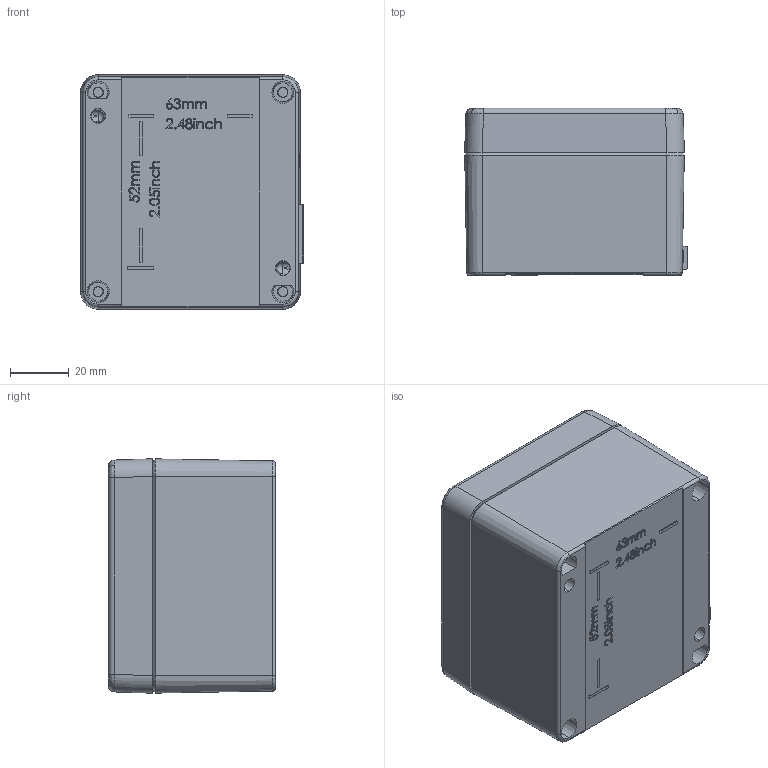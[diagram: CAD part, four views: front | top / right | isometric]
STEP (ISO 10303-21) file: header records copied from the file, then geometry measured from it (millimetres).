
FILE_DESCRIPTION (( 'STEP AP214' ), '1' );
FILE_NAME ('25080806.STEP', '2012-06-13T13:59:20', ( ' ' ), ( '' ), 'SwSTEP 2.0', 'SolidWorks 2011', '' );
FILE_SCHEMA (( 'AUTOMOTIVE_DESIGN' ));
Length unit declared in the file: millimetre
Products named in the file (10): 92441; 95026; 83171; 92081; 01080806_Ex Ausführung; 82013; 93132; 02015; 01015; 25080806
Assembly tree (12 placements, depth 3):
  25080806
    01080806_Ex Ausführung
      93132  x4
      01015
      02015
      82013
    92081
    95026
    92441
    83171
Bounding box: 76.01 x 57 x 80 mm (x, y, z)
Volume: 111321.7 mm3; surface area: 66473.2 mm2
Topology: 11 solids, 11 shells, 1085 faces, 2713 edges, 1734 vertices
Faces by surface type: plane 473, bspline 295, cylinder 154, cone 147, torus 16
Entity records: 47727 total; most frequent: CARTESIAN_POINT 25771, ORIENTED_EDGE 5002, DIRECTION 3486, EDGE_CURVE 2501, VERTEX_POINT 1608, LINE 1180, VECTOR 1180, AXIS2_PLACEMENT_3D 1153
